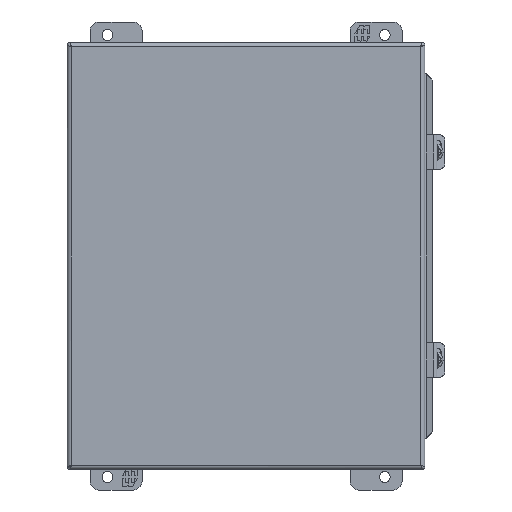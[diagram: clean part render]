
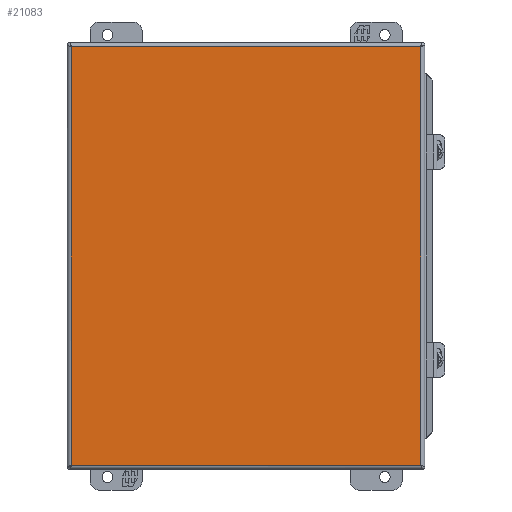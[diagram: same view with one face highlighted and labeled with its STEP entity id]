
A CAD part, front view. The second image highlights one B-rep face of the part: STEP entity #21083.
In plain terms, the highlighted planar face has unit normal (0, -1, 0).
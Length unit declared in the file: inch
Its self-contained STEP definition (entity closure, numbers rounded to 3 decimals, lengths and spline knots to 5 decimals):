
#1192 = ORIENTED_EDGE ( 'NONE', *, *, #19126, .T. ) ;
#1413 = EDGE_LOOP ( 'NONE', ( #30319, #1192, #3574, #1936 ) ) ;
#1711 = CARTESIAN_POINT ( 'NONE',  ( 5.0378, -5.19724, 6.0378 ) ) ;
#1936 = ORIENTED_EDGE ( 'NONE', *, *, #26522, .T. ) ;
#1938 = CARTESIAN_POINT ( 'NONE',  ( -5.0378, -5.19724, 6.0378 ) ) ;
#3574 = ORIENTED_EDGE ( 'NONE', *, *, #19650, .T. ) ;
#4361 = VECTOR ( 'NONE', #15797, 39.37008 ) ;
#7181 = LINE ( 'NONE', #27254, #34532 ) ;
#7555 = DIRECTION ( 'NONE',  ( 1., 0., 0. ) ) ;
#7989 = PLANE ( 'NONE',  #27645 ) ;
#8097 = DIRECTION ( 'NONE',  ( 0., -1., 0. ) ) ;
#9130 = CARTESIAN_POINT ( 'NONE',  ( -5.0378, -5.19724, -6.15591 ) ) ;
#9164 = LINE ( 'NONE', #29196, #25460 ) ;
#11992 = VECTOR ( 'NONE', #22536, 39.37008 ) ;
#12857 = CARTESIAN_POINT ( 'NONE',  ( -5.0378, -5.19724, -6.0378 ) ) ;
#13142 = CARTESIAN_POINT ( 'NONE',  ( 5.0378, -5.19724, 6.15591 ) ) ;
#15797 = DIRECTION ( 'NONE',  ( 0., 0., 1. ) ) ;
#19126 = EDGE_CURVE ( 'NONE', #29565, #31068, #9164, .T. ) ;
#19367 = DIRECTION ( 'NONE',  ( -1., 0., 0. ) ) ;
#19650 = EDGE_CURVE ( 'NONE', #31068, #32859, #25770, .T. ) ;
#21083 = ADVANCED_FACE ( 'NONE', ( #25951 ), #7989, .T. ) ;
#22536 = DIRECTION ( 'NONE',  ( 0., 0., -1. ) ) ;
#23721 = VERTEX_POINT ( 'NONE', #1938 ) ;
#24361 = LINE ( 'NONE', #9130, #11992 ) ;
#25460 = VECTOR ( 'NONE', #7555, 39.37008 ) ;
#25770 = LINE ( 'NONE', #13142, #4361 ) ;
#25896 = CARTESIAN_POINT ( 'NONE',  ( 5.0378, -5.19724, -6.0378 ) ) ;
#25951 = FACE_OUTER_BOUND ( 'NONE', #1413, .T. ) ;
#26522 = EDGE_CURVE ( 'NONE', #32859, #23721, #7181, .T. ) ;
#27254 = CARTESIAN_POINT ( 'NONE',  ( -5.15591, -5.19724, 6.0378 ) ) ;
#27645 = AXIS2_PLACEMENT_3D ( 'NONE', #29876, #8097, #31176 ) ;
#29196 = CARTESIAN_POINT ( 'NONE',  ( 5.15591, -5.19724, -6.0378 ) ) ;
#29565 = VERTEX_POINT ( 'NONE', #12857 ) ;
#29876 = CARTESIAN_POINT ( 'NONE',  ( 0., -5.19724, 0. ) ) ;
#30319 = ORIENTED_EDGE ( 'NONE', *, *, #30922, .T. ) ;
#30922 = EDGE_CURVE ( 'NONE', #23721, #29565, #24361, .T. ) ;
#31068 = VERTEX_POINT ( 'NONE', #25896 ) ;
#31176 = DIRECTION ( 'NONE',  ( 0., 0., -1. ) ) ;
#32859 = VERTEX_POINT ( 'NONE', #1711 ) ;
#34532 = VECTOR ( 'NONE', #19367, 39.37008 ) ;
